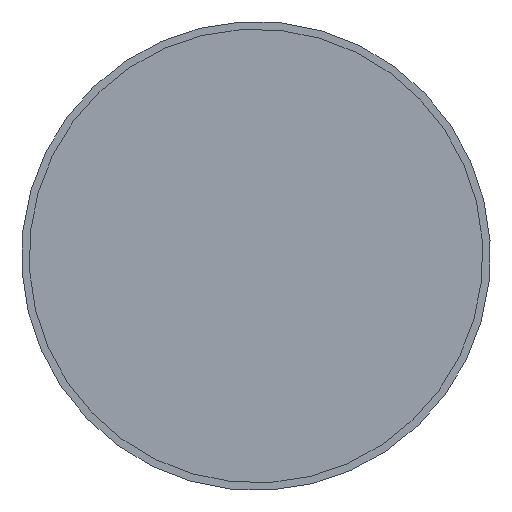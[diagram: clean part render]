
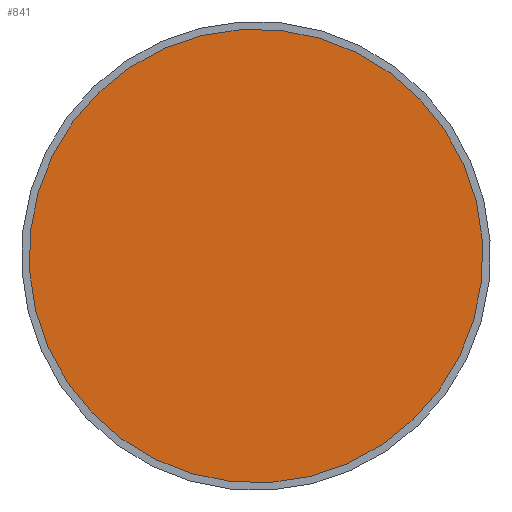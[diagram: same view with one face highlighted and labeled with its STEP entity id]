
A CAD part, front view. The second image highlights one B-rep face of the part: STEP entity #841.
In plain terms, the highlighted planar face has unit normal (0, -1, 0).
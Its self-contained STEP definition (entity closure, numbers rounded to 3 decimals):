
#128=FACE_OUTER_BOUND('',#177,.T.);
#177=EDGE_LOOP('',(#614,#615));
#256=CIRCLE('',#952,30.);
#257=CIRCLE('',#953,30.);
#335=VERTEX_POINT('',#1410);
#336=VERTEX_POINT('',#1411);
#435=EDGE_CURVE('',#335,#336,#256,.T.);
#436=EDGE_CURVE('',#336,#335,#257,.T.);
#614=ORIENTED_EDGE('',*,*,#435,.T.);
#615=ORIENTED_EDGE('',*,*,#436,.T.);
#769=PLANE('',#954);
#841=ADVANCED_FACE('',(#128),#769,.T.);
#952=AXIS2_PLACEMENT_3D('',#1412,#1150,#1151);
#953=AXIS2_PLACEMENT_3D('',#1413,#1152,#1153);
#954=AXIS2_PLACEMENT_3D('',#1415,#1155,#1156);
#1150=DIRECTION('center_axis',(0.,-1.,0.));
#1151=DIRECTION('ref_axis',(0.831,0.,0.556));
#1152=DIRECTION('center_axis',(0.,-1.,0.));
#1153=DIRECTION('ref_axis',(0.831,0.,0.556));
#1155=DIRECTION('center_axis',(0.,-1.,0.));
#1156=DIRECTION('ref_axis',(0.556,0.,-0.831));
#1410=CARTESIAN_POINT('',(24.934,-43.077,16.682));
#1411=CARTESIAN_POINT('',(-24.934,-43.077,-16.682));
#1412=CARTESIAN_POINT('Origin',(0.,-43.077,
0.));
#1413=CARTESIAN_POINT('Origin',(0.,-43.077,
0.));
#1415=CARTESIAN_POINT('Origin',(12.467,-43.077,8.341));
